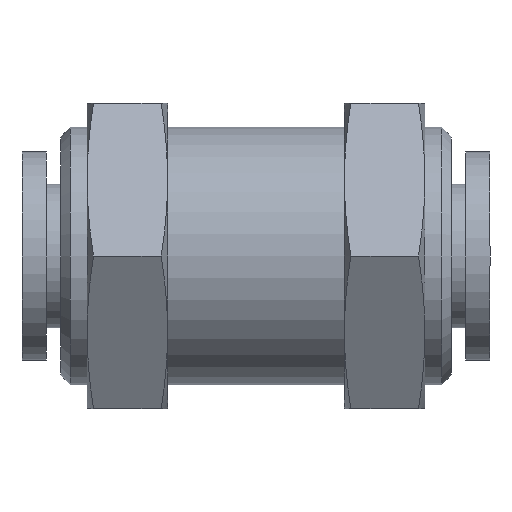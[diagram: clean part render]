
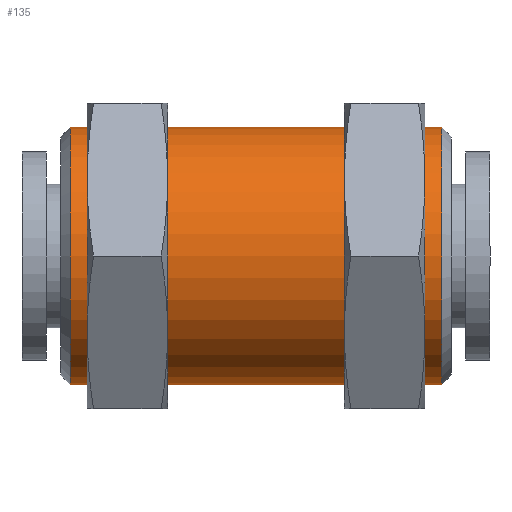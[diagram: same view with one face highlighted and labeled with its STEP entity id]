
A CAD part, front view. The second image highlights one B-rep face of the part: STEP entity #135.
In plain terms, the highlighted cylindrical face has radius 8 mm (diameter 16 mm), a full revolution.
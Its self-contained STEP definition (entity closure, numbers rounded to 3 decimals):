
#135 = ADVANCED_FACE( '', ( #267, #268 ), #269, .T. );
#267 = FACE_OUTER_BOUND( '', #421, .T. );
#268 = FACE_OUTER_BOUND( '', #422, .T. );
#269 = CYLINDRICAL_SURFACE( '', #423, 8. );
#421 = EDGE_LOOP( '', ( #598 ) );
#422 = EDGE_LOOP( '', ( #599 ) );
#423 = AXIS2_PLACEMENT_3D( '', #600, #601, #602 );
#598 = ORIENTED_EDGE( '', *, *, #853, .F. );
#599 = ORIENTED_EDGE( '', *, *, #827, .T. );
#600 = CARTESIAN_POINT( '', ( 29.1, 0., 0. ) );
#601 = DIRECTION( '', ( -1., 0., 0. ) );
#602 = DIRECTION( '', ( 0., 1., 0. ) );
#827 = EDGE_CURVE( '', #937, #937, #938, .T. );
#853 = EDGE_CURVE( '', #982, #982, #983, .T. );
#937 = VERTEX_POINT( '', #1113 );
#938 = CIRCLE( '', #1114, 8. );
#982 = VERTEX_POINT( '', #1200 );
#983 = CIRCLE( '', #1201, 8. );
#1113 = CARTESIAN_POINT( '', ( 3.014, 8., 0. ) );
#1114 = AXIS2_PLACEMENT_3D( '', #1343, #1344, #1345 );
#1200 = CARTESIAN_POINT( '', ( 26.087, 8., 0. ) );
#1201 = AXIS2_PLACEMENT_3D( '', #1372, #1373, #1374 );
#1343 = CARTESIAN_POINT( '', ( 3.014, 0., 0. ) );
#1344 = DIRECTION( '', ( 1., 0., 0. ) );
#1345 = DIRECTION( '', ( 0., 1., 0. ) );
#1372 = CARTESIAN_POINT( '', ( 26.087, 0., 0. ) );
#1373 = DIRECTION( '', ( 1., 0., 0. ) );
#1374 = DIRECTION( '', ( 0., 1., 0. ) );
